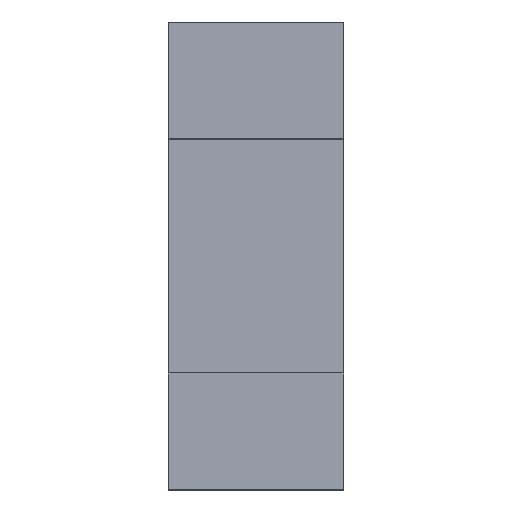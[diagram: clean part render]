
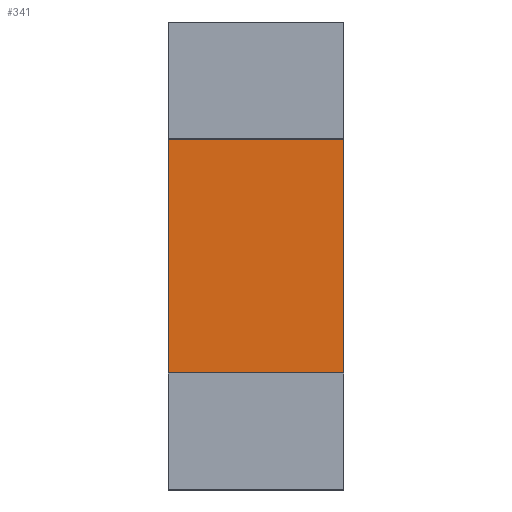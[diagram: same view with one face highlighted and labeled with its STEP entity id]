
A CAD part, left-side view. The second image highlights one B-rep face of the part: STEP entity #341.
In plain terms, the highlighted planar face has unit normal (-1, 0, 0).
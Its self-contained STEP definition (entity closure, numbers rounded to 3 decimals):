
#32=PLANE('',#384);
#49=FACE_OUTER_BOUND('',#72,.T.);
#72=EDGE_LOOP('',(#296,#297,#298,#299));
#79=LINE('',#498,#118);
#111=LINE('',#561,#150);
#112=LINE('',#563,#151);
#113=LINE('',#564,#152);
#118=VECTOR('',#413,10.);
#150=VECTOR('',#465,10.);
#151=VECTOR('',#468,10.);
#152=VECTOR('',#469,10.);
#166=VERTEX_POINT('',#495);
#167=VERTEX_POINT('',#497);
#187=VERTEX_POINT('',#557);
#188=VERTEX_POINT('',#559);
#199=EDGE_CURVE('',#166,#167,#79,.T.);
#231=EDGE_CURVE('',#187,#188,#111,.T.);
#232=EDGE_CURVE('',#166,#187,#112,.T.);
#233=EDGE_CURVE('',#167,#188,#113,.T.);
#296=ORIENTED_EDGE('',*,*,#232,.T.);
#297=ORIENTED_EDGE('',*,*,#231,.T.);
#298=ORIENTED_EDGE('',*,*,#233,.F.);
#299=ORIENTED_EDGE('',*,*,#199,.F.);
#341=ADVANCED_FACE('',(#49),#32,.T.);
#384=AXIS2_PLACEMENT_3D('',#562,#466,#467);
#413=DIRECTION('',(0.,1.,0.));
#465=DIRECTION('',(0.,1.,0.));
#466=DIRECTION('center_axis',(-1.,0.,0.));
#467=DIRECTION('ref_axis',(0.,0.,1.));
#468=DIRECTION('',(0.,0.,1.));
#469=DIRECTION('',(0.,0.,1.));
#495=CARTESIAN_POINT('',(-8.,0.,-2.));
#497=CARTESIAN_POINT('',(-8.,3.,-2.));
#498=CARTESIAN_POINT('',(-8.,0.,-2.));
#557=CARTESIAN_POINT('',(-8.,0.,2.));
#559=CARTESIAN_POINT('',(-8.,3.,2.));
#561=CARTESIAN_POINT('',(-8.,0.,2.));
#562=CARTESIAN_POINT('Origin',(-8.,0.,0.));
#563=CARTESIAN_POINT('',(-8.,0.,-2.));
#564=CARTESIAN_POINT('',(-8.,3.,-2.));
